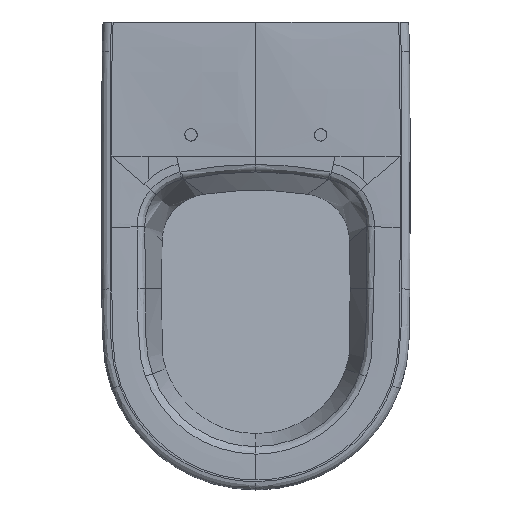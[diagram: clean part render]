
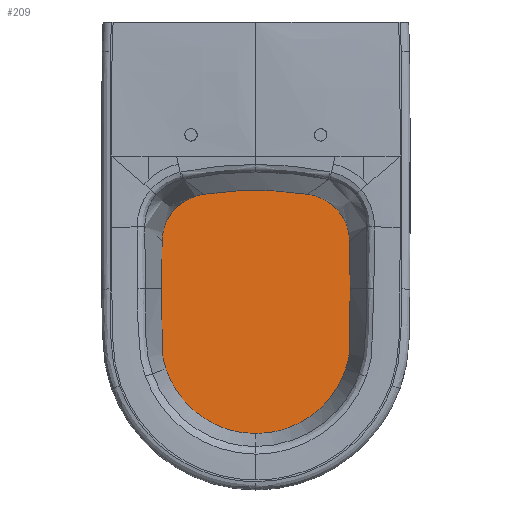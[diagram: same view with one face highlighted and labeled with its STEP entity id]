
A CAD part, top view. The second image highlights one B-rep face of the part: STEP entity #209.
In plain terms, the highlighted planar face has unit normal (0, 0.071, 0.997).
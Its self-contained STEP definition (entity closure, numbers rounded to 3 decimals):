
#49=PLANE('',#954);
#155=FACE_OUTER_BOUND('',#299,.T.);
#209=ADVANCED_FACE('',(#155),#49,.F.);
#299=EDGE_LOOP('',(#571,#572,#573,#574,#575,#576,#577,#578,#579));
#571=ORIENTED_EDGE('',*,*,#762,.T.);
#572=ORIENTED_EDGE('',*,*,#745,.T.);
#573=ORIENTED_EDGE('',*,*,#739,.T.);
#574=ORIENTED_EDGE('',*,*,#733,.F.);
#575=ORIENTED_EDGE('',*,*,#736,.T.);
#576=ORIENTED_EDGE('',*,*,#742,.F.);
#577=ORIENTED_EDGE('',*,*,#750,.F.);
#578=ORIENTED_EDGE('',*,*,#758,.T.);
#579=ORIENTED_EDGE('',*,*,#754,.F.);
#628=VERTEX_POINT('',#3748);
#630=VERTEX_POINT('',#3769);
#632=VERTEX_POINT('',#3858);
#633=VERTEX_POINT('',#3925);
#636=VERTEX_POINT('',#3994);
#639=VERTEX_POINT('',#4051);
#642=VERTEX_POINT('',#4080);
#646=VERTEX_POINT('',#4108);
#647=VERTEX_POINT('',#4113);
#733=EDGE_CURVE('',#630,#628,#861,.T.);
#736=EDGE_CURVE('',#630,#632,#863,.T.);
#739=EDGE_CURVE('',#633,#628,#866,.T.);
#742=EDGE_CURVE('',#636,#632,#869,.T.);
#745=EDGE_CURVE('',#639,#633,#872,.T.);
#750=EDGE_CURVE('',#642,#636,#877,.T.);
#754=EDGE_CURVE('',#646,#647,#881,.T.);
#758=EDGE_CURVE('',#642,#647,#885,.T.);
#762=EDGE_CURVE('',#646,#639,#889,.T.);
#861=B_SPLINE_CURVE_WITH_KNOTS('',3,(#3770,#3771,#3772,#3773,#3774,#3775,
#3776,#3777,#3778,#3779,#3780,#3781,#3782,#3783,#3784,#3785),
 .UNSPECIFIED.,.F.,.F.,(4,2,2,2,2,2,2,4),(0.,0.25,0.375,0.5,0.625,0.75,
0.875,1.),.UNSPECIFIED.);
#863=B_SPLINE_CURVE_WITH_KNOTS('',3,(#3859,#3860,#3861,#3862,#3863,#3864,
#3865,#3866,#3867,#3868,#3869,#3870,#3871,#3872,#3873,#3874),
 .UNSPECIFIED.,.F.,.F.,(4,2,2,2,2,2,2,4),(0.,0.25,0.375,0.5,0.625,0.75,
0.875,1.),.UNSPECIFIED.);
#866=B_SPLINE_CURVE_WITH_KNOTS('',3,(#3941,#3942,#3943,#3944,#3945,#3946,
#3947,#3948,#3949,#3950,#3951,#3952),.UNSPECIFIED.,.F.,.F.,(4,2,2,2,2,4),
(0.,0.25,0.5,0.75,0.875,1.),.UNSPECIFIED.);
#869=B_SPLINE_CURVE_WITH_KNOTS('',3,(#3995,#3996,#3997,#3998,#3999,#4000,
#4001,#4002,#4003,#4004,#4005,#4006),.UNSPECIFIED.,.F.,.F.,(4,2,2,2,2,4),
(0.,0.25,0.5,0.75,0.875,1.),.UNSPECIFIED.);
#872=B_SPLINE_CURVE_WITH_KNOTS('',3,(#4047,#4048,#4049,#4050),
 .UNSPECIFIED.,.F.,.F.,(4,4),(0.,1.),.UNSPECIFIED.);
#877=B_SPLINE_CURVE_WITH_KNOTS('',3,(#4081,#4082,#4083,#4084),
 .UNSPECIFIED.,.F.,.F.,(4,4),(0.,1.),.UNSPECIFIED.);
#881=B_SPLINE_CURVE_WITH_KNOTS('',3,(#4109,#4110,#4111,#4112),
 .UNSPECIFIED.,.F.,.F.,(4,4),(0.,1.),.UNSPECIFIED.);
#885=B_SPLINE_CURVE_WITH_KNOTS('',3,(#4150,#4151,#4152,#4153,#4154,#4155,
#4156,#4157,#4158,#4159,#4160,#4161,#4162,#4163),.UNSPECIFIED.,.F.,.F.,
(4,2,2,2,2,2,4),(0.,0.25,0.375,0.5,0.625,0.75,1.),.UNSPECIFIED.);
#889=B_SPLINE_CURVE_WITH_KNOTS('',3,(#4216,#4217,#4218,#4219,#4220,#4221,
#4222,#4223,#4224,#4225),.UNSPECIFIED.,.F.,.F.,(4,2,2,2,4),(0.,0.25,0.5,
0.75,1.),.UNSPECIFIED.);
#954=AXIS2_PLACEMENT_3D('',#6567,#1001,#1002);
#1001=DIRECTION('',(0.,-0.071,-0.997));
#1002=DIRECTION('',(0.,-0.997,0.071));
#3748=CARTESIAN_POINT('',(-107.489,-415.163,-63.916));
#3769=CARTESIAN_POINT('',(0.,-492.458,-58.377));
#3770=CARTESIAN_POINT('',(0.,-492.458,-58.377));
#3771=CARTESIAN_POINT('',(-11.897,-492.458,-58.377));
#3772=CARTESIAN_POINT('',(-23.482,-490.629,-58.508));
#3773=CARTESIAN_POINT('',(-40.399,-485.183,-58.898));
#3774=CARTESIAN_POINT('',(-45.89,-482.926,-59.06));
#3775=CARTESIAN_POINT('',(-56.354,-477.628,-59.44));
#3776=CARTESIAN_POINT('',(-61.369,-474.588,-59.658));
#3777=CARTESIAN_POINT('',(-70.958,-467.711,-60.15));
#3778=CARTESIAN_POINT('',(-75.513,-463.86,-60.426));
#3779=CARTESIAN_POINT('',(-83.854,-455.609,-61.018));
#3780=CARTESIAN_POINT('',(-87.685,-451.182,-61.335));
#3781=CARTESIAN_POINT('',(-94.68,-441.733,-62.012));
#3782=CARTESIAN_POINT('',(-97.844,-436.672,-62.375));
#3783=CARTESIAN_POINT('',(-103.292,-426.213,-63.124));
#3784=CARTESIAN_POINT('',(-105.6,-420.787,-63.513));
#3785=CARTESIAN_POINT('',(-107.489,-415.163,-63.916));
#3858=CARTESIAN_POINT('',(107.489,-415.163,-63.916));
#3859=CARTESIAN_POINT('',(0.,-492.458,-58.377));
#3860=CARTESIAN_POINT('',(11.897,-492.458,-58.377));
#3861=CARTESIAN_POINT('',(23.482,-490.629,-58.508));
#3862=CARTESIAN_POINT('',(40.399,-485.183,-58.898));
#3863=CARTESIAN_POINT('',(45.89,-482.926,-59.06));
#3864=CARTESIAN_POINT('',(56.354,-477.628,-59.44));
#3865=CARTESIAN_POINT('',(61.369,-474.588,-59.658));
#3866=CARTESIAN_POINT('',(70.958,-467.711,-60.15));
#3867=CARTESIAN_POINT('',(75.513,-463.86,-60.426));
#3868=CARTESIAN_POINT('',(83.854,-455.609,-61.018));
#3869=CARTESIAN_POINT('',(87.685,-451.182,-61.335));
#3870=CARTESIAN_POINT('',(94.68,-441.733,-62.012));
#3871=CARTESIAN_POINT('',(97.844,-436.672,-62.375));
#3872=CARTESIAN_POINT('',(103.292,-426.213,-63.124));
#3873=CARTESIAN_POINT('',(105.6,-420.787,-63.513));
#3874=CARTESIAN_POINT('',(107.489,-415.163,-63.916));
#3925=CARTESIAN_POINT('',(-112.913,-318.757,-70.824));
#3941=CARTESIAN_POINT('',(-112.913,-318.757,-70.824));
#3942=CARTESIAN_POINT('',(-112.999,-326.848,-70.244));
#3943=CARTESIAN_POINT('',(-113.099,-334.94,-69.664));
#3944=CARTESIAN_POINT('',(-113.36,-351.121,-68.505));
#3945=CARTESIAN_POINT('',(-113.52,-359.213,-67.925));
#3946=CARTESIAN_POINT('',(-113.507,-375.393,-66.765));
#3947=CARTESIAN_POINT('',(-113.327,-383.501,-66.185));
#3948=CARTESIAN_POINT('',(-112.09,-395.562,-65.32));
#3949=CARTESIAN_POINT('',(-111.51,-399.549,-65.035));
#3950=CARTESIAN_POINT('',(-109.857,-407.427,-64.47));
#3951=CARTESIAN_POINT('',(-108.782,-411.316,-64.191));
#3952=CARTESIAN_POINT('',(-107.489,-415.163,-63.916));
#3994=CARTESIAN_POINT('',(112.913,-318.757,-70.824));
#3995=CARTESIAN_POINT('',(112.913,-318.757,-70.824));
#3996=CARTESIAN_POINT('',(112.999,-326.848,-70.244));
#3997=CARTESIAN_POINT('',(113.099,-334.94,-69.664));
#3998=CARTESIAN_POINT('',(113.36,-351.121,-68.505));
#3999=CARTESIAN_POINT('',(113.52,-359.213,-67.925));
#4000=CARTESIAN_POINT('',(113.507,-375.393,-66.765));
#4001=CARTESIAN_POINT('',(113.327,-383.501,-66.185));
#4002=CARTESIAN_POINT('',(112.09,-395.562,-65.32));
#4003=CARTESIAN_POINT('',(111.51,-399.549,-65.035));
#4004=CARTESIAN_POINT('',(109.857,-407.427,-64.47));
#4005=CARTESIAN_POINT('',(108.782,-411.316,-64.191));
#4006=CARTESIAN_POINT('',(107.489,-415.163,-63.916));
#4047=CARTESIAN_POINT('',(-112.171,-261.979,-74.892));
#4048=CARTESIAN_POINT('',(-112.464,-280.904,-73.536));
#4049=CARTESIAN_POINT('',(-112.712,-299.83,-72.18));
#4050=CARTESIAN_POINT('',(-112.913,-318.757,-70.824));
#4051=CARTESIAN_POINT('',(-112.171,-261.979,-74.892));
#4080=CARTESIAN_POINT('',(112.171,-261.979,-74.892));
#4081=CARTESIAN_POINT('',(112.171,-261.979,-74.892));
#4082=CARTESIAN_POINT('',(112.464,-280.91,-73.536));
#4083=CARTESIAN_POINT('',(112.712,-299.836,-72.18));
#4084=CARTESIAN_POINT('',(112.913,-318.757,-70.824));
#4108=CARTESIAN_POINT('',(-62.271,-205.95,-78.907));
#4109=CARTESIAN_POINT('',(-62.271,-205.95,-78.907));
#4110=CARTESIAN_POINT('',(-20.757,-199.711,-79.354));
#4111=CARTESIAN_POINT('',(20.757,-199.711,-79.354));
#4112=CARTESIAN_POINT('',(62.271,-205.95,-78.907));
#4113=CARTESIAN_POINT('',(62.271,-205.95,-78.907));
#4150=CARTESIAN_POINT('',(112.171,-261.979,-74.892));
#4151=CARTESIAN_POINT('',(112.064,-255.119,-75.384));
#4152=CARTESIAN_POINT('',(110.779,-248.434,-75.863));
#4153=CARTESIAN_POINT('',(107.066,-238.863,-76.549));
#4154=CARTESIAN_POINT('',(105.558,-235.827,-76.766));
#4155=CARTESIAN_POINT('',(102.016,-230.057,-77.18));
#4156=CARTESIAN_POINT('',(99.961,-227.3,-77.377));
#4157=CARTESIAN_POINT('',(95.397,-222.216,-77.741));
#4158=CARTESIAN_POINT('',(92.913,-219.907,-77.907));
#4159=CARTESIAN_POINT('',(87.556,-215.74,-78.205));
#4160=CARTESIAN_POINT('',(84.652,-213.867,-78.34));
#4161=CARTESIAN_POINT('',(75.604,-209.092,-78.682));
#4162=CARTESIAN_POINT('',(69.07,-206.972,-78.834));
#4163=CARTESIAN_POINT('',(62.271,-205.95,-78.907));
#4216=CARTESIAN_POINT('',(-62.271,-205.95,-78.907));
#4217=CARTESIAN_POINT('',(-69.073,-206.972,-78.834));
#4218=CARTESIAN_POINT('',(-75.538,-209.06,-78.684));
#4219=CARTESIAN_POINT('',(-87.697,-215.472,-78.225));
#4220=CARTESIAN_POINT('',(-93.068,-219.627,-77.927));
#4221=CARTESIAN_POINT('',(-102.246,-229.841,-77.195));
#4222=CARTESIAN_POINT('',(-105.818,-235.653,-76.779));
#4223=CARTESIAN_POINT('',(-110.774,-248.412,-75.864));
#4224=CARTESIAN_POINT('',(-112.064,-255.115,-75.384));
#4225=CARTESIAN_POINT('',(-112.171,-261.979,-74.892));
#6567=CARTESIAN_POINT('',(-97.657,-224.734,-77.561));
